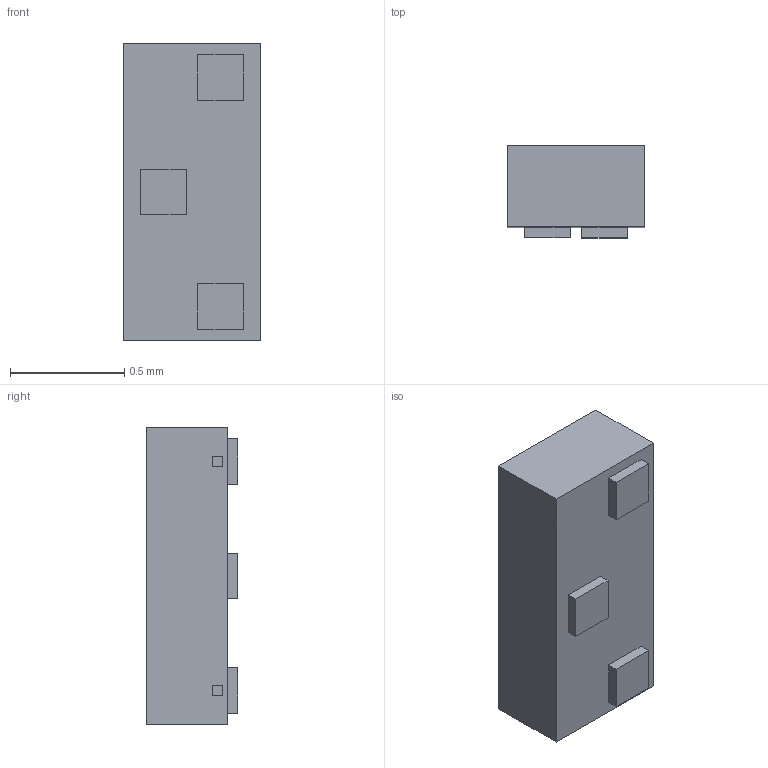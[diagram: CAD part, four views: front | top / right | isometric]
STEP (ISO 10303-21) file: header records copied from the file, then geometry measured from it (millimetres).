
FILE_DESCRIPTION (( 'STEP AP214' ), '1' );
FILE_NAME ('ESD122DMYR.STEP', '2023-10-16T04:51:53', ( '' ), ( '' ), 'SwSTEP 2.0', 'SolidWorks 2021', '' );
FILE_SCHEMA (( 'AUTOMOTIVE_DESIGN' ));
Length unit declared in the file: millimetre
Products named in the file (1): ESD122DMYR
Bounding box: 0.6 x 0.4 x 1.3 mm (x, y, z)
Volume: 0.3 mm3; surface area: 3.7 mm2
Topology: 7 solids, 7 shells, 51 faces, 108 edges, 72 vertices
Faces by surface type: plane 47, cylinder 4
Entity records: 1446 total; most frequent: CARTESIAN_POINT 232, DIRECTION 220, ORIENTED_EDGE 216, EDGE_CURVE 108, VECTOR 100, LINE 100, VERTEX_POINT 72, AXIS2_PLACEMENT_3D 60
